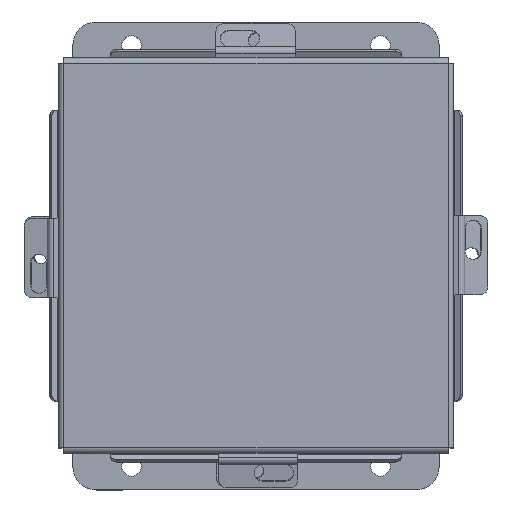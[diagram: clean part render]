
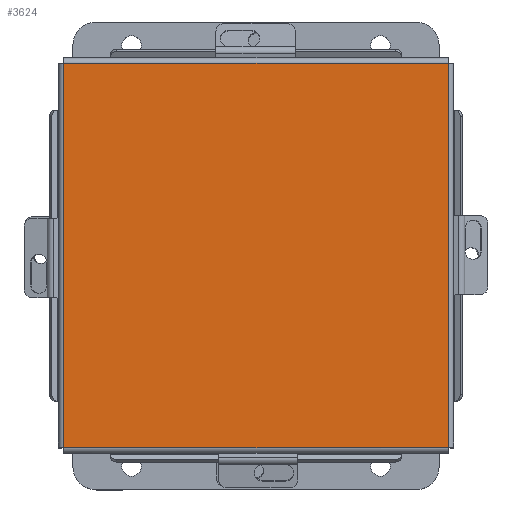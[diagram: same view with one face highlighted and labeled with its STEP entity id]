
A CAD part, top view. The second image highlights one B-rep face of the part: STEP entity #3624.
In plain terms, the highlighted face is planar.
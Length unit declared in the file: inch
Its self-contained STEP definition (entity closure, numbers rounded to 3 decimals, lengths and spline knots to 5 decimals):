
#281 = VERTEX_POINT ( 'NONE', #4124 ) ;
#868 = VECTOR ( 'NONE', #5043, 39.37008 ) ;
#1138 = VERTEX_POINT ( 'NONE', #8745 ) ;
#1221 = VERTEX_POINT ( 'NONE', #1684 ) ;
#1282 = LINE ( 'NONE', #7251, #868 ) ;
#1684 = CARTESIAN_POINT ( 'NONE',  ( 3.06855, -3.06855, -0.0747 ) ) ;
#1848 = AXIS2_PLACEMENT_3D ( 'NONE', #2222, #8130, #2934 ) ;
#1862 = CARTESIAN_POINT ( 'NONE',  ( 3.06855, 3.07448, -0.0747 ) ) ;
#2222 = CARTESIAN_POINT ( 'NONE',  ( 0., 0., -0.0747 ) ) ;
#2537 = LINE ( 'NONE', #6923, #4258 ) ;
#2934 = DIRECTION ( 'NONE',  ( -1., 0., 0. ) ) ;
#2961 = EDGE_CURVE ( 'NONE', #1221, #8795, #1282, .T. ) ;
#3117 = LINE ( 'NONE', #1862, #8360 ) ;
#3393 = EDGE_CURVE ( 'NONE', #1138, #281, #3933, .T. ) ;
#3508 = ORIENTED_EDGE ( 'NONE', *, *, #9434, .T. ) ;
#3624 = ADVANCED_FACE ( 'NONE', ( #5764 ), #7374, .T. ) ;
#3933 = LINE ( 'NONE', #8665, #5181 ) ;
#4124 = CARTESIAN_POINT ( 'NONE',  ( 3.06855, 3.06855, -0.0747 ) ) ;
#4182 = ORIENTED_EDGE ( 'NONE', *, *, #3393, .T. ) ;
#4204 = DIRECTION ( 'NONE',  ( 1., 0., 0. ) ) ;
#4258 = VECTOR ( 'NONE', #6487, 39.37008 ) ;
#4275 = EDGE_LOOP ( 'NONE', ( #4182, #7658, #5889, #3508 ) ) ;
#5043 = DIRECTION ( 'NONE',  ( -1., 0., 0. ) ) ;
#5181 = VECTOR ( 'NONE', #4204, 39.37008 ) ;
#5764 = FACE_OUTER_BOUND ( 'NONE', #4275, .T. ) ;
#5889 = ORIENTED_EDGE ( 'NONE', *, *, #2961, .T. ) ;
#5988 = CARTESIAN_POINT ( 'NONE',  ( -3.06855, -3.06855, -0.0747 ) ) ;
#6487 = DIRECTION ( 'NONE',  ( 0., 1., 0. ) ) ;
#6923 = CARTESIAN_POINT ( 'NONE',  ( -3.06855, -3.07448, -0.0747 ) ) ;
#7251 = CARTESIAN_POINT ( 'NONE',  ( 3.07448, -3.06855, -0.0747 ) ) ;
#7374 = PLANE ( 'NONE',  #1848 ) ;
#7658 = ORIENTED_EDGE ( 'NONE', *, *, #9162, .T. ) ;
#7753 = DIRECTION ( 'NONE',  ( 0., -1., 0. ) ) ;
#8130 = DIRECTION ( 'NONE',  ( 0., 0., -1. ) ) ;
#8360 = VECTOR ( 'NONE', #7753, 39.37008 ) ;
#8665 = CARTESIAN_POINT ( 'NONE',  ( -3.07448, 3.06855, -0.0747 ) ) ;
#8745 = CARTESIAN_POINT ( 'NONE',  ( -3.06855, 3.06855, -0.0747 ) ) ;
#8795 = VERTEX_POINT ( 'NONE', #5988 ) ;
#9162 = EDGE_CURVE ( 'NONE', #281, #1221, #3117, .T. ) ;
#9434 = EDGE_CURVE ( 'NONE', #8795, #1138, #2537, .T. ) ;
